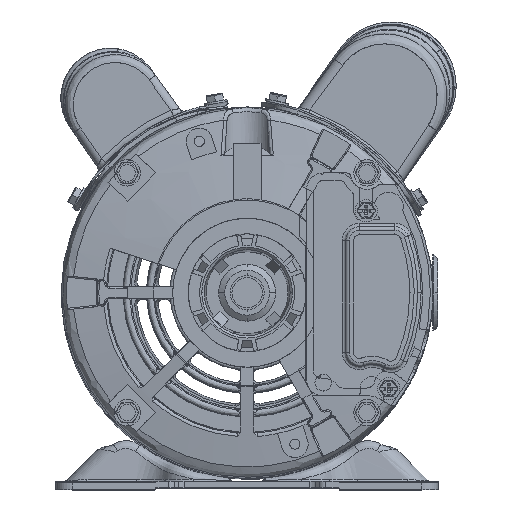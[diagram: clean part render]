
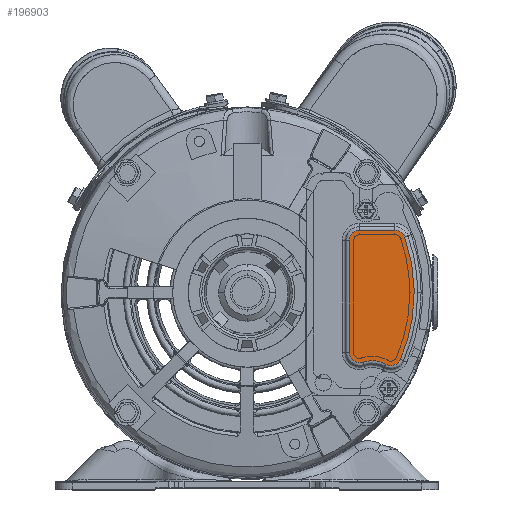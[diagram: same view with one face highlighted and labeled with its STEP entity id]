
A CAD part, top view. The second image highlights one B-rep face of the part: STEP entity #196903.
In plain terms, the highlighted planar face has unit normal (0, 0, 1).
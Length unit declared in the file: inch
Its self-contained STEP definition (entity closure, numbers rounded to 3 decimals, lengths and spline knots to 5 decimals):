
#497 = AXIS2_PLACEMENT_3D ( 'NONE', #65913, #174690, #81541 ) ;
#1381 = CARTESIAN_POINT ( 'NONE',  ( 1.75119, -1.04963, 4.075 ) ) ;
#3220 = CARTESIAN_POINT ( 'NONE',  ( 1.54375, -1.01989, 4.075 ) ) ;
#8390 =( BOUNDED_CURVE ( )  B_SPLINE_CURVE ( 3, ( #29178, #141208, #109942, #1381 ),
 .UNSPECIFIED., .F., .F. ) 
 B_SPLINE_CURVE_WITH_KNOTS ( ( 4, 4 ),
 ( 0., 1. ),
 .UNSPECIFIED. ) 
 CURVE ( )  GEOMETRIC_REPRESENTATION_ITEM ( )  RATIONAL_B_SPLINE_CURVE ( ( 1., 0.941, 0.941, 1. ) ) 
 REPRESENTATION_ITEM ( '' )  );
#10162 = VECTOR ( 'NONE', #49926, 39.37008 ) ;
#13744 = ORIENTED_EDGE ( 'NONE', *, *, #102138, .F. ) ;
#14541 = CARTESIAN_POINT ( 'NONE',  ( 2.23446, 0.94625, 4.075 ) ) ;
#15857 = CARTESIAN_POINT ( 'NONE',  ( 2.38177, 0.84208, 4.075 ) ) ;
#17453 = CARTESIAN_POINT ( 'NONE',  ( 1.6398, -1.08825, 4.075 ) ) ;
#23819 = VERTEX_POINT ( 'NONE', #160514 ) ;
#29178 = CARTESIAN_POINT ( 'NONE',  ( 2.09735, -1.08045, 4.075 ) ) ;
#31425 = CARTESIAN_POINT ( 'NONE',  ( 2.57466, -0.41348, 4.075 ) ) ;
#32065 = ORIENTED_EDGE ( 'NONE', *, *, #176393, .F. ) ;
#34863 = CARTESIAN_POINT ( 'NONE',  ( 1.75119, -1.04963, 4.075 ) ) ;
#36803 = LINE ( 'NONE', #66155, #10162 ) ;
#41604 = CARTESIAN_POINT ( 'NONE',  ( 2.30298, 0.94625, 4.075 ) ) ;
#46690 = CARTESIAN_POINT ( 'NONE',  ( 1.54375, -0.902, 4.075 ) ) ;
#48150 = LINE ( 'NONE', #162101, #72452 ) ;
#49926 = DIRECTION ( 'NONE',  ( 1., 0., 0. ) ) ;
#50864 = CARTESIAN_POINT ( 'NONE',  ( 2.09735, -1.08045, 4.075 ) ) ;
#53290 = ORIENTED_EDGE ( 'NONE', *, *, #100164, .F. ) ;
#56423 = VERTEX_POINT ( 'NONE', #149629 ) ;
#57730 = CARTESIAN_POINT ( 'NONE',  ( 1.7, 0.94625, 4.075 ) ) ;
#57904 = CARTESIAN_POINT ( 'NONE',  ( 2.23446, 0.94625, 4.075 ) ) ;
#65913 = CARTESIAN_POINT ( 'NONE',  ( 2.1738, -0.94418, 4.075 ) ) ;
#66155 = CARTESIAN_POINT ( 'NONE',  ( 2.23446, 0.94625, 4.075 ) ) ;
#72452 = VECTOR ( 'NONE', #177682, 39.37008 ) ;
#72747 = CARTESIAN_POINT ( 'NONE',  ( 1.60847, 0.94625, 4.075 ) ) ;
#72807 = CARTESIAN_POINT ( 'NONE',  ( 2.38177, 0.84208, 4.075 ) ) ;
#74380 = EDGE_CURVE ( 'NONE', #90788, #23819, #182780, .T. ) ;
#76918 = ORIENTED_EDGE ( 'NONE', *, *, #125276, .F. ) ;
#77730 =( BOUNDED_CURVE ( )  B_SPLINE_CURVE ( 3, ( #133230, #180843, #72747, #181520 ),
 .UNSPECIFIED., .F., .F. ) 
 B_SPLINE_CURVE_WITH_KNOTS ( ( 4, 4 ),
 ( 0., 1. ),
 .UNSPECIFIED. ) 
 CURVE ( )  GEOMETRIC_REPRESENTATION_ITEM ( )  RATIONAL_B_SPLINE_CURVE ( ( 1., 0.805, 0.805, 1. ) ) 
 REPRESENTATION_ITEM ( '' )  );
#77906 = VERTEX_POINT ( 'NONE', #14541 ) ;
#81541 = DIRECTION ( 'NONE',  ( 1., 0., 0. ) ) ;
#85823 = FACE_OUTER_BOUND ( 'NONE', #198579, .T. ) ;
#90788 = VERTEX_POINT ( 'NONE', #112539 ) ;
#100164 = EDGE_CURVE ( 'NONE', #23819, #114290, #8390, .T. ) ;
#101120 = VERTEX_POINT ( 'NONE', #107230 ) ;
#102138 = EDGE_CURVE ( 'NONE', #163651, #77906, #36803, .T. ) ;
#107230 = CARTESIAN_POINT ( 'NONE',  ( 2.38177, 0.84208, 4.075 ) ) ;
#109942 = CARTESIAN_POINT ( 'NONE',  ( 1.86745, -1.00932, 4.075 ) ) ;
#112539 = CARTESIAN_POINT ( 'NONE',  ( 2.31712, -1.00643, 4.075 ) ) ;
#113985 = CARTESIAN_POINT ( 'NONE',  ( 1.54375, 0.79, 4.075 ) ) ;
#114290 = VERTEX_POINT ( 'NONE', #34863 ) ;
#117164 = ORIENTED_EDGE ( 'NONE', *, *, #118771, .F. ) ;
#118771 = EDGE_CURVE ( 'NONE', #56423, #175689, #48150, .T. ) ;
#125062 =( BOUNDED_CURVE ( )  B_SPLINE_CURVE ( 3, ( #15857, #187693, #31425, #140116 ),
 .UNSPECIFIED., .F., .F. ) 
 B_SPLINE_CURVE_WITH_KNOTS ( ( 4, 4 ),
 ( 0., 1. ),
 .UNSPECIFIED. ) 
 CURVE ( )  GEOMETRIC_REPRESENTATION_ITEM ( )  RATIONAL_B_SPLINE_CURVE ( ( 1., 0.954, 0.954, 1. ) ) 
 REPRESENTATION_ITEM ( '' )  );
#125276 = EDGE_CURVE ( 'NONE', #175689, #163651, #77730, .T. ) ;
#128268 = CARTESIAN_POINT ( 'NONE',  ( 2.27765, -1.0973, 4.075 ) ) ;
#133230 = CARTESIAN_POINT ( 'NONE',  ( 1.54375, 0.79, 4.075 ) ) ;
#137087 = ORIENTED_EDGE ( 'NONE', *, *, #156558, .F. ) ;
#140116 = CARTESIAN_POINT ( 'NONE',  ( 2.31712, -1.00643, 4.075 ) ) ;
#141208 = CARTESIAN_POINT ( 'NONE',  ( 1.99003, -1.02023, 4.075 ) ) ;
#143383 = PLANE ( 'NONE',  #497 ) ;
#143890 = CARTESIAN_POINT ( 'NONE',  ( 2.18375, -1.12893, 4.075 ) ) ;
#149261 = EDGE_CURVE ( 'NONE', #77906, #101120, #160876, .T. ) ;
#149629 = CARTESIAN_POINT ( 'NONE',  ( 1.54375, -0.902, 4.075 ) ) ;
#156558 = EDGE_CURVE ( 'NONE', #101120, #90788, #125062, .T. ) ;
#158419 = ORIENTED_EDGE ( 'NONE', *, *, #149261, .F. ) ;
#159587 = CARTESIAN_POINT ( 'NONE',  ( 2.31712, -1.00643, 4.075 ) ) ;
#160514 = CARTESIAN_POINT ( 'NONE',  ( 2.09735, -1.08045, 4.075 ) ) ;
#160876 =( BOUNDED_CURVE ( )  B_SPLINE_CURVE ( 3, ( #57904, #41604, #164637, #72807 ),
 .UNSPECIFIED., .F., .F. ) 
 B_SPLINE_CURVE_WITH_KNOTS ( ( 4, 4 ),
 ( 0., 1. ),
 .UNSPECIFIED. ) 
 CURVE ( )  GEOMETRIC_REPRESENTATION_ITEM ( )  RATIONAL_B_SPLINE_CURVE ( ( 1., 0.878, 0.878, 1. ) ) 
 REPRESENTATION_ITEM ( '' )  );
#162101 = CARTESIAN_POINT ( 'NONE',  ( 1.54375, 0.79, 4.075 ) ) ;
#163651 = VERTEX_POINT ( 'NONE', #57730 ) ;
#164637 = CARTESIAN_POINT ( 'NONE',  ( 2.35893, 0.90669, 4.075 ) ) ;
#172363 = CARTESIAN_POINT ( 'NONE',  ( 1.75119, -1.04963, 4.075 ) ) ;
#174690 = DIRECTION ( 'NONE',  ( 0., 0., 1. ) ) ;
#175689 = VERTEX_POINT ( 'NONE', #113985 ) ;
#176393 = EDGE_CURVE ( 'NONE', #114290, #56423, #189910, .T. ) ;
#177682 = DIRECTION ( 'NONE',  ( 0., 1., 0. ) ) ;
#180843 = CARTESIAN_POINT ( 'NONE',  ( 1.54375, 0.88153, 4.075 ) ) ;
#181520 = CARTESIAN_POINT ( 'NONE',  ( 1.7, 0.94625, 4.075 ) ) ;
#182780 =( BOUNDED_CURVE ( )  B_SPLINE_CURVE ( 3, ( #159587, #128268, #143890, #50864 ),
 .UNSPECIFIED., .F., .F. ) 
 B_SPLINE_CURVE_WITH_KNOTS ( ( 4, 4 ),
 ( 0., 1. ),
 .UNSPECIFIED. ) 
 CURVE ( )  GEOMETRIC_REPRESENTATION_ITEM ( )  RATIONAL_B_SPLINE_CURVE ( ( 1., 0.78, 0.78, 1. ) ) 
 REPRESENTATION_ITEM ( '' )  );
#183803 = ORIENTED_EDGE ( 'NONE', *, *, #74380, .F. ) ;
#187693 = CARTESIAN_POINT ( 'NONE',  ( 2.59726, 0.23259, 4.075 ) ) ;
#189910 =( BOUNDED_CURVE ( )  B_SPLINE_CURVE ( 3, ( #172363, #17453, #3220, #46690 ),
 .UNSPECIFIED., .F., .F. ) 
 B_SPLINE_CURVE_WITH_KNOTS ( ( 4, 4 ),
 ( 0., 1. ),
 .UNSPECIFIED. ) 
 CURVE ( )  GEOMETRIC_REPRESENTATION_ITEM ( )  RATIONAL_B_SPLINE_CURVE ( ( 1., 0.72, 0.72, 1. ) ) 
 REPRESENTATION_ITEM ( '' )  );
#196903 = ADVANCED_FACE ( 'NONE', ( #85823 ), #143383, .T. ) ;
#198579 = EDGE_LOOP ( 'NONE', ( #137087, #158419, #13744, #76918, #117164, #32065, #53290, #183803 ) ) ;
